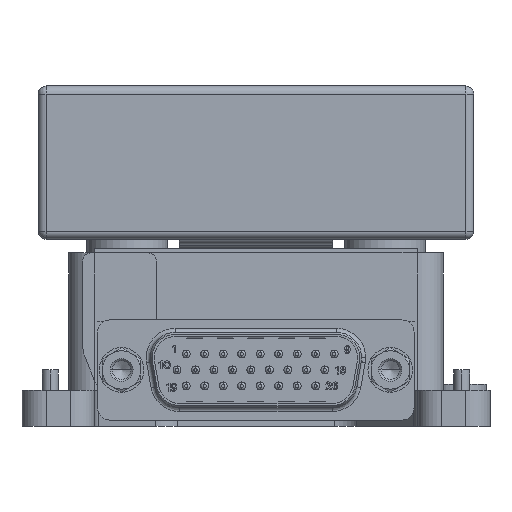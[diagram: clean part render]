
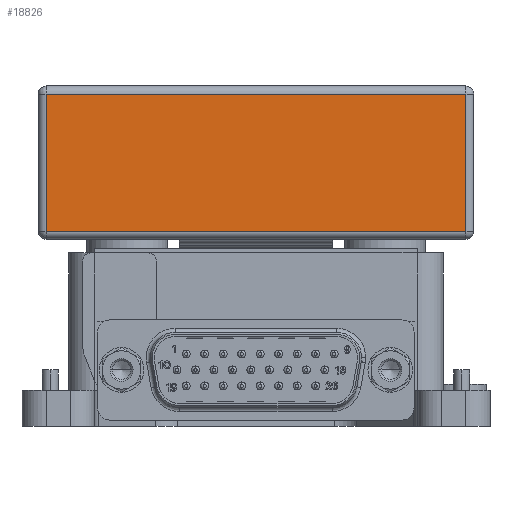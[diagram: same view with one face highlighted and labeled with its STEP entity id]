
A CAD part, left-side view. The second image highlights one B-rep face of the part: STEP entity #18826.
In plain terms, the highlighted planar face has unit normal (-1, 0, 0).
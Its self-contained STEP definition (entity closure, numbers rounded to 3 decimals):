
#1912 = FACE_OUTER_BOUND ( 'NONE', #63894, .T. ) ;
#10083 = DIRECTION ( 'NONE',  ( 0., 1., 0. ) ) ;
#12605 = CARTESIAN_POINT ( 'NONE',  ( -54., -27., -19. ) ) ;
#13679 = CARTESIAN_POINT ( 'NONE',  ( -54., -26., -1. ) ) ;
#17231 = LINE ( 'NONE', #43071, #29984 ) ;
#18826 = ADVANCED_FACE ( 'NONE', ( #1912 ), #27784, .T. ) ;
#25397 = LINE ( 'NONE', #58030, #60805 ) ;
#25539 = ORIENTED_EDGE ( 'NONE', *, *, #79739, .T. ) ;
#27784 = PLANE ( 'NONE',  #55964 ) ;
#29118 = CARTESIAN_POINT ( 'NONE',  ( -54., 27., -1. ) ) ;
#29984 = VECTOR ( 'NONE', #56174, 1000. ) ;
#31813 = ORIENTED_EDGE ( 'NONE', *, *, #39201, .T. ) ;
#38431 = DIRECTION ( 'NONE',  ( 0., 0., 1. ) ) ;
#39201 = EDGE_CURVE ( 'NONE', #54034, #42891, #17231, .T. ) ;
#42891 = VERTEX_POINT ( 'NONE', #71450 ) ;
#43071 = CARTESIAN_POINT ( 'NONE',  ( -54., 26., -19. ) ) ;
#44087 = DIRECTION ( 'NONE',  ( 0., -1., 0. ) ) ;
#45527 = CARTESIAN_POINT ( 'NONE',  ( -54., -26., -18. ) ) ;
#48814 = VERTEX_POINT ( 'NONE', #13679 ) ;
#54034 = VERTEX_POINT ( 'NONE', #71054 ) ;
#55964 = AXIS2_PLACEMENT_3D ( 'NONE', #12605, #72527, #38431 ) ;
#56174 = DIRECTION ( 'NONE',  ( 0., 0., -1. ) ) ;
#58030 = CARTESIAN_POINT ( 'NONE',  ( -54., -27., -18. ) ) ;
#60374 = ORIENTED_EDGE ( 'NONE', *, *, #78415, .T. ) ;
#60805 = VECTOR ( 'NONE', #44087, 1000. ) ;
#63526 = DIRECTION ( 'NONE',  ( 0., 0., 1. ) ) ;
#63894 = EDGE_LOOP ( 'NONE', ( #25539, #31813, #60374, #69743 ) ) ;
#67788 = VECTOR ( 'NONE', #10083, 1000. ) ;
#67998 = LINE ( 'NONE', #29118, #67788 ) ;
#69743 = ORIENTED_EDGE ( 'NONE', *, *, #70917, .T. ) ;
#69881 = LINE ( 'NONE', #75385, #80308 ) ;
#69902 = VERTEX_POINT ( 'NONE', #45527 ) ;
#70917 = EDGE_CURVE ( 'NONE', #69902, #48814, #69881, .T. ) ;
#71054 = CARTESIAN_POINT ( 'NONE',  ( -54., 26., -1. ) ) ;
#71450 = CARTESIAN_POINT ( 'NONE',  ( -54., 26., -18. ) ) ;
#72527 = DIRECTION ( 'NONE',  ( -1., 0., 0. ) ) ;
#75385 = CARTESIAN_POINT ( 'NONE',  ( -54., -26., -19. ) ) ;
#78415 = EDGE_CURVE ( 'NONE', #42891, #69902, #25397, .T. ) ;
#79739 = EDGE_CURVE ( 'NONE', #48814, #54034, #67998, .T. ) ;
#80308 = VECTOR ( 'NONE', #63526, 1000. ) ;
